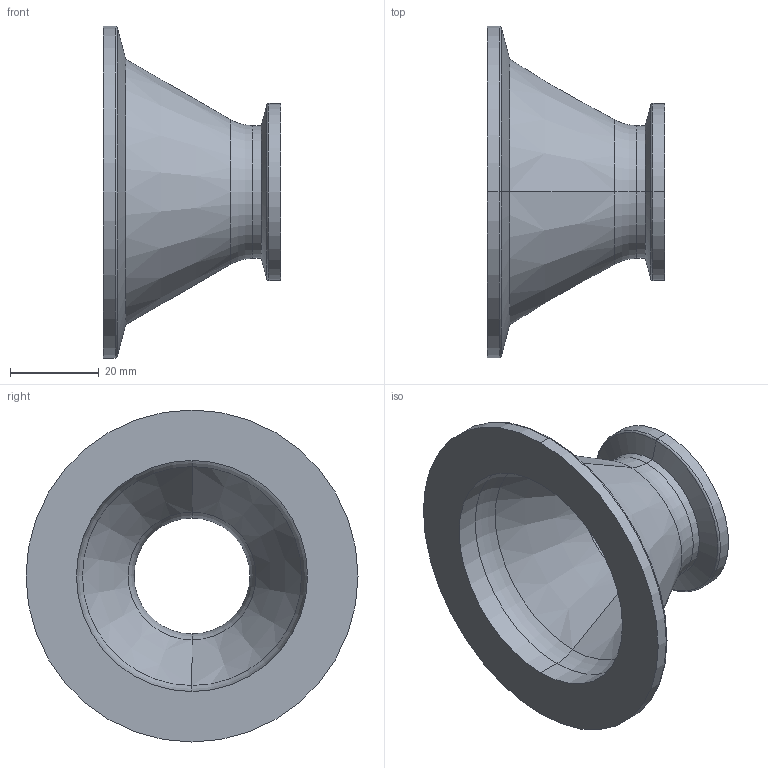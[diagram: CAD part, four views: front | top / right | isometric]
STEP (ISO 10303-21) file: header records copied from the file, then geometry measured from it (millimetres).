
FILE_DESCRIPTION (( 'STEP AP203' ), '1' );
FILE_NAME ('17210601072.STEP', '2018-09-30T05:16:39', ( '' ), ( '' ), 'SwSTEP 2.0', 'SolidWorks 2014', '' );
FILE_SCHEMA (( 'CONFIG_CONTROL_DESIGN' ));
Length unit declared in the file: millimetre
Products named in the file (1): 17210601072
Bounding box: 40 x 75 x 75 mm (x, y, z)
Volume: 21785.6 mm3; surface area: 16177.9 mm2
Topology: 1 solids, 1 shells, 30 faces, 60 edges, 32 vertices
Faces by surface type: torus 10, cylinder 10, cone 8, plane 2
Entity records: 855 total; most frequent: DIRECTION 164, CARTESIAN_POINT 123, ORIENTED_EDGE 120, AXIS2_PLACEMENT_3D 73, EDGE_CURVE 60, CIRCLE 42, VERTEX_POINT 32, EDGE_LOOP 32
